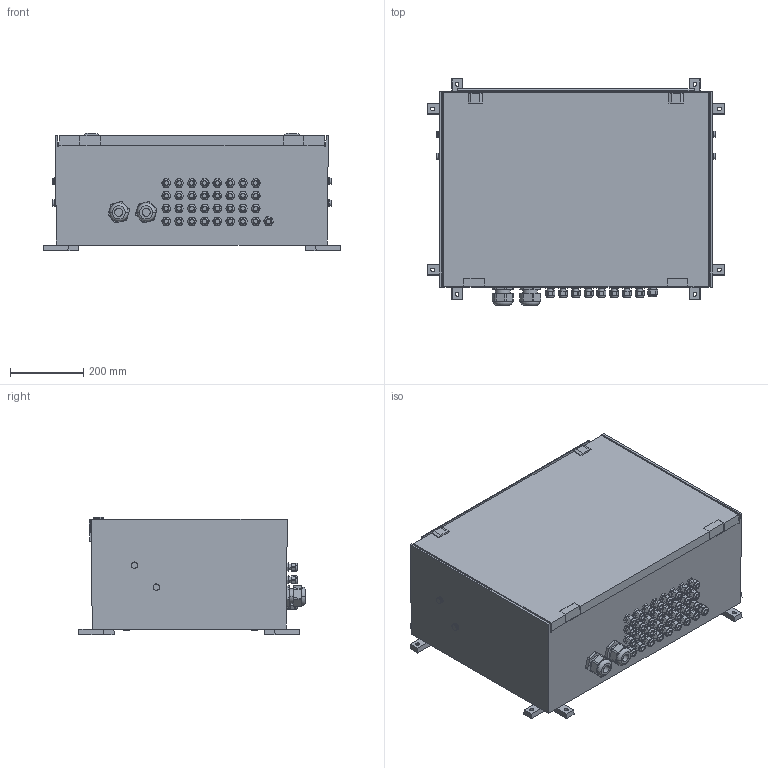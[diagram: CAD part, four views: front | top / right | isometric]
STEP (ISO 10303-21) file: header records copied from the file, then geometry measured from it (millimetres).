
FILE_DESCRIPTION(('CATIA V5 STEP Exchange','CAx-IF Rec.Pracs.--- Model Styling and Organization---1.4--- 2014-01-23'),'2;1');
FILE_NAME ('D1580611_0_8000078885_S3D_PV_216S0F4CXXV0O0TXPX15LWW.stp','2023-07-07T06:19:39+00:00',('none'),('Weidmueller'),'CATIA Version 5-6 Release 2016 SP3 HF44','CATIA V5 STEP AP214','none');
FILE_SCHEMA(('AUTOMOTIVE_DESIGN { 1 0 10303 214 1 1 1 1 }'));
Products named in the file (1): S3D_PV_216S0F4CXXV0O0TXPX15LWW
Bounding box: 815.42 x 620.96 x 320.3 mm (x, y, z)
Volume: 119839677.4 mm3; surface area: 1920917.6 mm2
Topology: 45 solids, 45 shells, 1930 faces, 5194 edges, 3442 vertices
Faces by surface type: plane 1014, cylinder 558, extrusion 208, torus 90, cone 52, bspline 8
Entity records: 66817 total; most frequent: CARTESIAN_POINT 21172, ORIENTED_EDGE 10388, DIRECTION 6389, EDGE_CURVE 5194, VERTEX_POINT 3442, VECTOR 2816, LINE 2608, AXIS2_PLACEMENT_3D 2357
